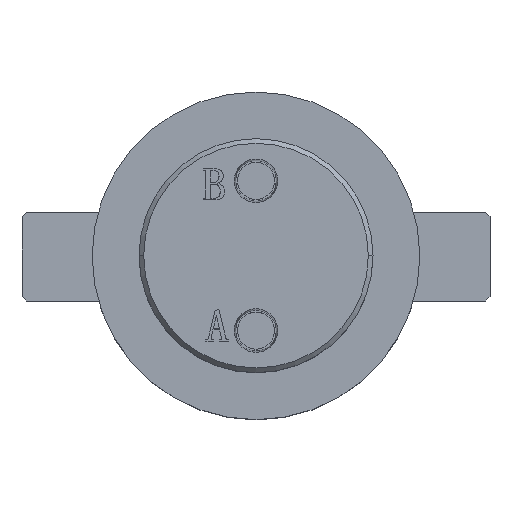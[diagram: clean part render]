
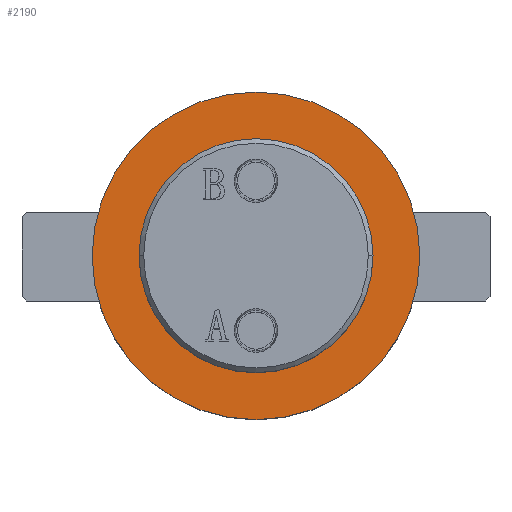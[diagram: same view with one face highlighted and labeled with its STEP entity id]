
A CAD part, top view. The second image highlights one B-rep face of the part: STEP entity #2190.
In plain terms, the highlighted planar face has unit normal (0, 0, 1).
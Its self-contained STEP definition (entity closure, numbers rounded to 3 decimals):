
#32 = DIRECTION ( 'NONE',  ( 1., 0., 0. ) ) ;
#33 = DIRECTION ( 'NONE',  ( 0., 0., 1. ) ) ;
#34 = CARTESIAN_POINT ( 'NONE',  ( 0., 0., 11. ) ) ;
#274 = CARTESIAN_POINT ( 'NONE',  ( 25., 0., 11. ) ) ;
#321 = AXIS2_PLACEMENT_3D ( 'NONE', #34, #33, #32 ) ;
#388 = AXIS2_PLACEMENT_3D ( 'NONE', #1242, #1240, #1239 ) ;
#402 = AXIS2_PLACEMENT_3D ( 'NONE', #1138, #1134, #1132 ) ;
#414 = AXIS2_PLACEMENT_3D ( 'NONE', #3146, #3145, #3144 ) ;
#668 = EDGE_CURVE ( 'NONE', #3818, #3826, #2137, .T. ) ;
#698 = EDGE_CURVE ( 'NONE', #3827, #3863, #2088, .T. ) ;
#716 = EDGE_CURVE ( 'NONE', #3863, #3827, #2064, .T. ) ;
#821 = EDGE_CURVE ( 'NONE', #3826, #3818, #1580, .T. ) ;
#1132 = DIRECTION ( 'NONE',  ( 1., 0., 0. ) ) ;
#1134 = DIRECTION ( 'NONE',  ( 0., 0., 1. ) ) ;
#1138 = CARTESIAN_POINT ( 'NONE',  ( 0., 0., 11. ) ) ;
#1239 = DIRECTION ( 'NONE',  ( 1., 0., 0. ) ) ;
#1240 = DIRECTION ( 'NONE',  ( 0., 0., 1. ) ) ;
#1242 = CARTESIAN_POINT ( 'NONE',  ( 0., 0., 11. ) ) ;
#1580 = CIRCLE ( 'NONE', #321, 35. ) ;
#2064 = CIRCLE ( 'NONE', #388, 25. ) ;
#2088 = CIRCLE ( 'NONE', #402, 25. ) ;
#2137 = CIRCLE ( 'NONE', #414, 35. ) ;
#2190 = ADVANCED_FACE ( 'NONE', ( #2900, #2906 ), #6315, .T. ) ;
#2536 = ORIENTED_EDGE ( 'NONE', *, *, #821, .T. ) ;
#2791 = EDGE_LOOP ( 'NONE', ( #2536, #3790 ) ) ;
#2792 = EDGE_LOOP ( 'NONE', ( #4507, #4501 ) ) ;
#2900 = FACE_OUTER_BOUND ( 'NONE', #2791, .T. ) ;
#2906 = FACE_BOUND ( 'NONE', #2792, .T. ) ;
#3050 = CARTESIAN_POINT ( 'NONE',  ( -35., 0., 11. ) ) ;
#3057 = CARTESIAN_POINT ( 'NONE',  ( 35., 0., 11. ) ) ;
#3071 = CARTESIAN_POINT ( 'NONE',  ( -25., 0., 11. ) ) ;
#3144 = DIRECTION ( 'NONE',  ( 1., 0., 0. ) ) ;
#3145 = DIRECTION ( 'NONE',  ( 0., 0., 1. ) ) ;
#3146 = CARTESIAN_POINT ( 'NONE',  ( 0., 0., 11. ) ) ;
#3790 = ORIENTED_EDGE ( 'NONE', *, *, #668, .T. ) ;
#3818 = VERTEX_POINT ( 'NONE', #3057 ) ;
#3826 = VERTEX_POINT ( 'NONE', #3050 ) ;
#3827 = VERTEX_POINT ( 'NONE', #3071 ) ;
#3863 = VERTEX_POINT ( 'NONE', #274 ) ;
#4501 = ORIENTED_EDGE ( 'NONE', *, *, #716, .F. ) ;
#4507 = ORIENTED_EDGE ( 'NONE', *, *, #698, .F. ) ;
#5938 = AXIS2_PLACEMENT_3D ( 'NONE', #6318, #6313, #6312 ) ;
#6312 = DIRECTION ( 'NONE',  ( 1., 0., 0. ) ) ;
#6313 = DIRECTION ( 'NONE',  ( 0., 0., 1. ) ) ;
#6315 = PLANE ( 'NONE',  #5938 ) ;
#6318 = CARTESIAN_POINT ( 'NONE',  ( 0., 0., 11. ) ) ;
